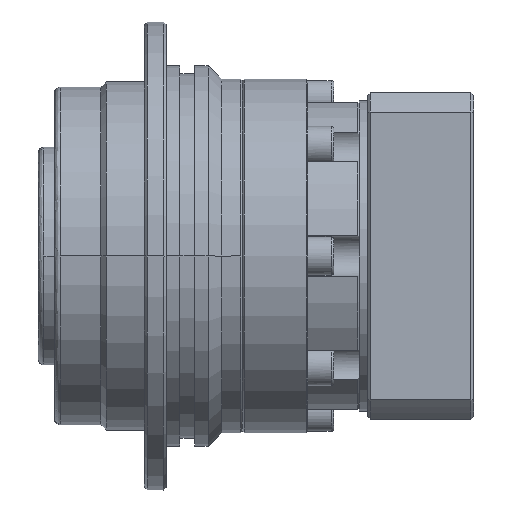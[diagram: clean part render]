
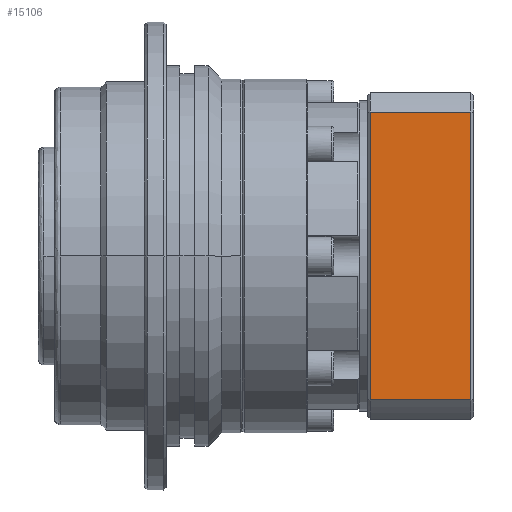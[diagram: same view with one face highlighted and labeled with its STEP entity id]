
A CAD part, front view. The second image highlights one B-rep face of the part: STEP entity #15106.
In plain terms, the highlighted planar face has unit normal (0, -1, 0).
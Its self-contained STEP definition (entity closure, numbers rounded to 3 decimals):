
#1642 = DIRECTION ( 'NONE',  ( -1., 0., 0. ) ) ;
#1759 = CARTESIAN_POINT ( 'NONE',  ( -30., -30., 20.5 ) ) ;
#3722 = CARTESIAN_POINT ( 'NONE',  ( -26.458, -30., 2. ) ) ;
#4516 = LINE ( 'NONE', #1759, #22403 ) ;
#5223 = CARTESIAN_POINT ( 'NONE',  ( -30., -30., 2. ) ) ;
#5241 = EDGE_CURVE ( 'NONE', #8579, #22911, #4516, .T. ) ;
#5406 = VECTOR ( 'NONE', #16107, 1000. ) ;
#6255 = LINE ( 'NONE', #26755, #12533 ) ;
#6422 = ORIENTED_EDGE ( 'NONE', *, *, #22819, .T. ) ;
#8579 = VERTEX_POINT ( 'NONE', #24974 ) ;
#9319 = EDGE_LOOP ( 'NONE', ( #24515, #16379, #6422, #22980 ) ) ;
#9389 = EDGE_CURVE ( 'NONE', #25585, #22911, #6255, .T. ) ;
#9912 = CARTESIAN_POINT ( 'NONE',  ( 26.458, -30., 2. ) ) ;
#10198 = EDGE_CURVE ( 'NONE', #8579, #23857, #12414, .T. ) ;
#10342 = AXIS2_PLACEMENT_3D ( 'NONE', #27519, #13770, #29787 ) ;
#10620 = DIRECTION ( 'NONE',  ( 0., 0., 1. ) ) ;
#12320 = LINE ( 'NONE', #5223, #23878 ) ;
#12414 = LINE ( 'NONE', #27489, #5406 ) ;
#12533 = VECTOR ( 'NONE', #10620, 1000. ) ;
#13770 = DIRECTION ( 'NONE',  ( 0., -1., 0. ) ) ;
#15106 = ADVANCED_FACE ( 'NONE', ( #17492 ), #29606, .T. ) ;
#16107 = DIRECTION ( 'NONE',  ( 0., 0., -1. ) ) ;
#16379 = ORIENTED_EDGE ( 'NONE', *, *, #9389, .F. ) ;
#16821 = DIRECTION ( 'NONE',  ( 1., 0., 0. ) ) ;
#17492 = FACE_OUTER_BOUND ( 'NONE', #9319, .T. ) ;
#22365 = CARTESIAN_POINT ( 'NONE',  ( -26.458, -30., 20.5 ) ) ;
#22403 = VECTOR ( 'NONE', #1642, 1000. ) ;
#22819 = EDGE_CURVE ( 'NONE', #25585, #23857, #12320, .T. ) ;
#22911 = VERTEX_POINT ( 'NONE', #22365 ) ;
#22980 = ORIENTED_EDGE ( 'NONE', *, *, #10198, .F. ) ;
#23857 = VERTEX_POINT ( 'NONE', #9912 ) ;
#23878 = VECTOR ( 'NONE', #16821, 1000. ) ;
#24515 = ORIENTED_EDGE ( 'NONE', *, *, #5241, .T. ) ;
#24974 = CARTESIAN_POINT ( 'NONE',  ( 26.458, -30., 20.5 ) ) ;
#25585 = VERTEX_POINT ( 'NONE', #3722 ) ;
#26755 = CARTESIAN_POINT ( 'NONE',  ( -26.458, -30., 23. ) ) ;
#27489 = CARTESIAN_POINT ( 'NONE',  ( 26.458, -30., 23. ) ) ;
#27519 = CARTESIAN_POINT ( 'NONE',  ( -30., -30., 0. ) ) ;
#29606 = PLANE ( 'NONE',  #10342 ) ;
#29787 = DIRECTION ( 'NONE',  ( 1., 0., 0. ) ) ;
